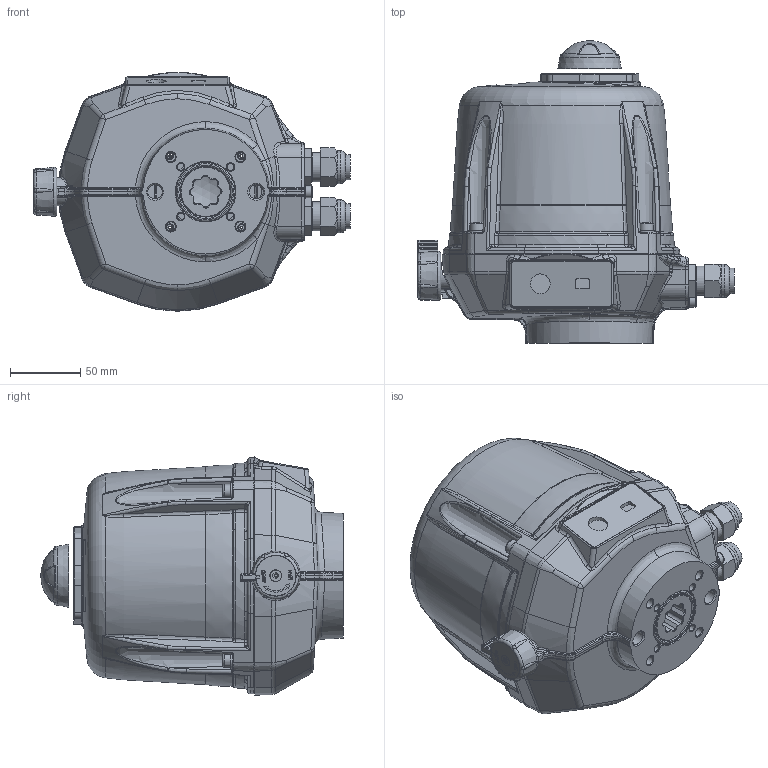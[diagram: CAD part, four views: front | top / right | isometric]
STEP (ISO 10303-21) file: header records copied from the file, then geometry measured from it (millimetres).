
FILE_DESCRIPTION(/* description */ ('Unknown'),/* implementation_level */ '2;1');
FILE_NAME(/* name */ 'VR01-09',/* time_stamp */ '2023-01-12T09:29:10+01:00',/* author */ ('Unknown'),/* organization */ ('Unknown'),/* preprocessor_version */ 'ST-DEVELOPER v16.7',/* originating_system */ 'Solid Edge',/* authorisation */ 'Unknown');
FILE_SCHEMA (('AUTOMOTIVE_DESIGN {1 0 10303 214 3 1 1}'));
Length unit declared in the file: millimetre
Products named in the file (2): VR_enveloppe; VR75-70A-G00 allongé
Assembly tree (1 placements, depth 2):
  VR_enveloppe
    VR75-70A-G00 allongé
Bounding box: 225.25 x 214.96 x 169.51 mm (x, y, z)
Surface area: 165920.4 mm2 (no closed solid volume)
Topology: 0 solids, 76 shells, 1215 faces, 3836 edges, 2611 vertices
Faces by surface type: plane 361, bspline 310, cylinder 261, torus 126, cone 117, sphere 40
Full cylindrical faces by diameter (mm): 5 x4, 6.8 x4, 8.5 x5, 9.9 x1, 10 x4, 10.2 x2, 11.9 x4, 14 x1, 17.9 x2, 18.5 x2, 20.8 x2, 23 x1, 23.5 x2, 28.6 x1, 36 x2, 42 x2
Entity records: 60689 total; most frequent: CARTESIAN_POINT 25865, ORIENTED_EDGE 6100, DIRECTION 5757, EDGE_CURVE 3728, VERTEX_POINT 2605, AXIS2_PLACEMENT_3D 2201, EDGE_LOOP 1399, FACE_BOUND 1399
